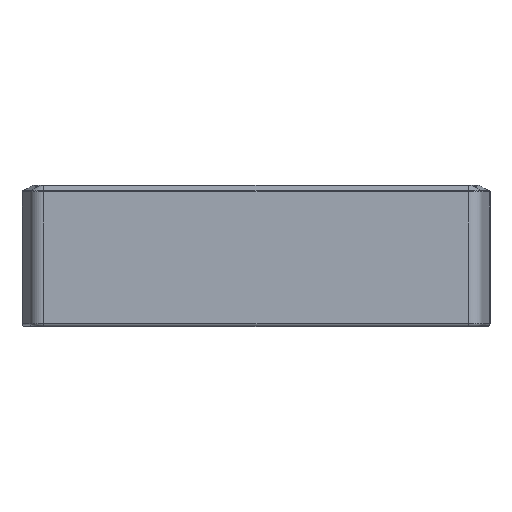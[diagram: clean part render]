
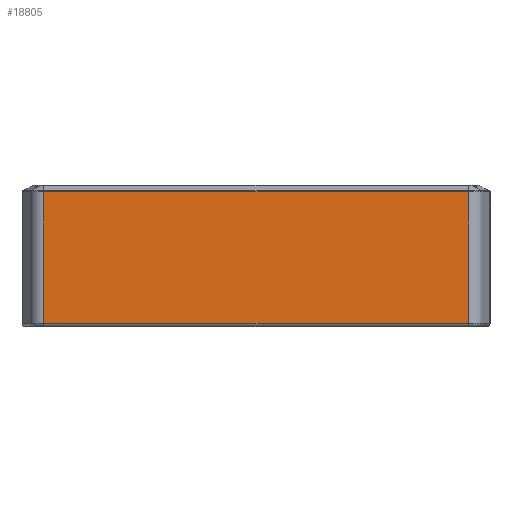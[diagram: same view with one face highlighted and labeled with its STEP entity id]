
A CAD part, top view. The second image highlights one B-rep face of the part: STEP entity #18805.
In plain terms, the highlighted planar face has unit normal (0, 0, 1).
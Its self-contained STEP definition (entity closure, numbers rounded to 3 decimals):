
#1463=DIRECTION('',(-1.,0.,0.));
#1464=VECTOR('',#1463,150.573);
#1465=CARTESIAN_POINT('',(75.286,-24.,34.));
#1466=LINE('',#1465,#1464);
#1467=DIRECTION('',(0.,-1.,0.));
#1468=VECTOR('',#1467,46.691);
#1469=CARTESIAN_POINT('',(-75.286,22.691,34.));
#1470=LINE('',#1469,#1468);
#1471=DIRECTION('',(1.,0.,0.));
#1472=VECTOR('',#1471,150.573);
#1473=CARTESIAN_POINT('',(-75.286,22.691,34.));
#1474=LINE('',#1473,#1472);
#1475=DIRECTION('',(0.,1.,0.));
#1476=VECTOR('',#1475,46.691);
#1477=CARTESIAN_POINT('',(75.286,-24.,34.));
#1478=LINE('',#1477,#1476);
#14735=CARTESIAN_POINT('',(-75.286,22.691,34.));
#14736=VERTEX_POINT('',#14735);
#14739=CARTESIAN_POINT('',(75.286,22.691,34.));
#14740=VERTEX_POINT('',#14739);
#14763=CARTESIAN_POINT('',(-75.286,-24.,34.));
#14764=VERTEX_POINT('',#14763);
#14767=CARTESIAN_POINT('',(75.286,-24.,34.));
#14768=VERTEX_POINT('',#14767);
#18793=CARTESIAN_POINT('',(-83.,25.,34.));
#18794=DIRECTION('',(0.,0.,1.));
#18795=DIRECTION('',(1.,0.,0.));
#18796=AXIS2_PLACEMENT_3D('',#18793,#18794,#18795);
#18797=PLANE('',#18796);
#18798=ORIENTED_EDGE('',*,*,#18734,.T.);
#18799=ORIENTED_EDGE('',*,*,#18788,.F.);
#18800=ORIENTED_EDGE('',*,*,#17626,.T.);
#18802=ORIENTED_EDGE('',*,*,#18801,.F.);
#18803=EDGE_LOOP('',(#18798,#18799,#18800,#18802));
#18804=FACE_OUTER_BOUND('',#18803,.F.);
#17626=EDGE_CURVE('',#14736,#14740,#1474,.T.);
#18734=EDGE_CURVE('',#14768,#14764,#1466,.T.);
#18788=EDGE_CURVE('',#14736,#14764,#1470,.T.);
#18801=EDGE_CURVE('',#14768,#14740,#1478,.T.);
#18805=ADVANCED_FACE('',(#18804),#18797,.T.);
